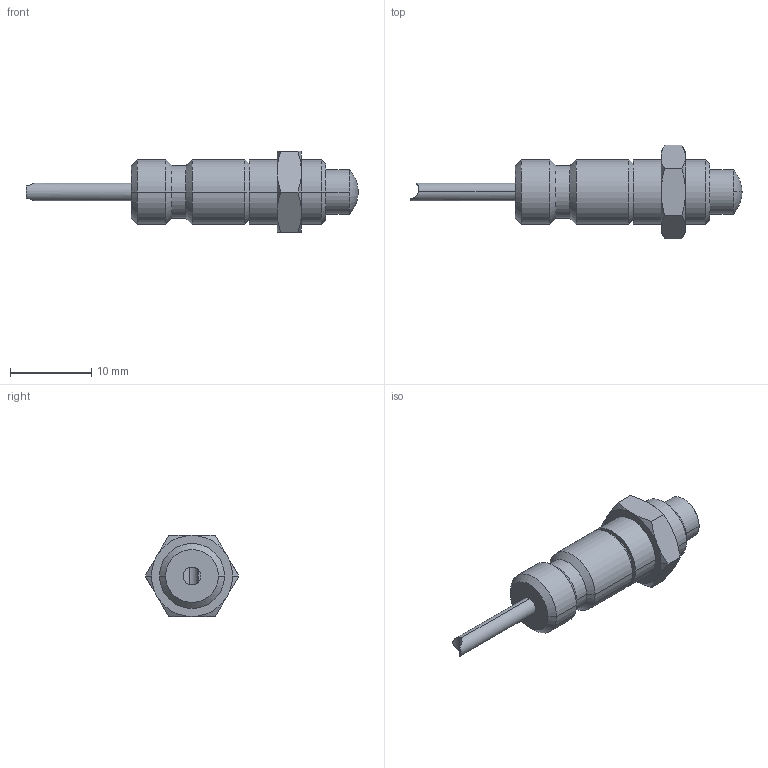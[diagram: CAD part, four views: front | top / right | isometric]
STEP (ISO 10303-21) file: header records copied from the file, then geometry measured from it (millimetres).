
FILE_DESCRIPTION(('STEP AP242'),'1');
FILE_NAME('systeme_xuya110_a_005_b__au_metre_.stp','2021-08-02T07:19:14',('TraceParts'),('TraceParts S.A.'),'Spatial InterOp 3D',' ',' ');
FILE_SCHEMA(('AP242_MANAGED_MODEL_BASED_3D_ENGINEERING_MIM_LF {1 0 10303 442 1 1 4}'));
Length unit declared in the file: millimetre
Products named in the file (1): systeme_xuya110_a_005_b__au_metre__1
Bounding box: 40.99 x 11.55 x 10 mm (x, y, z)
Volume: 1416.6 mm3; surface area: 1089.3 mm2
Topology: 2 solids, 2 shells, 61 faces, 125 edges, 72 vertices
Faces by surface type: cone 30, cylinder 16, plane 13, sphere 2
Entity records: 2359 total; most frequent: CARTESIAN_POINT 606, DIRECTION 278, ORIENTED_EDGE 250, EDGE_CURVE 125, AXIS2_PLACEMENT_3D 119, VERTEX_POINT 72, EDGE_LOOP 67, STYLED_ITEM 61
